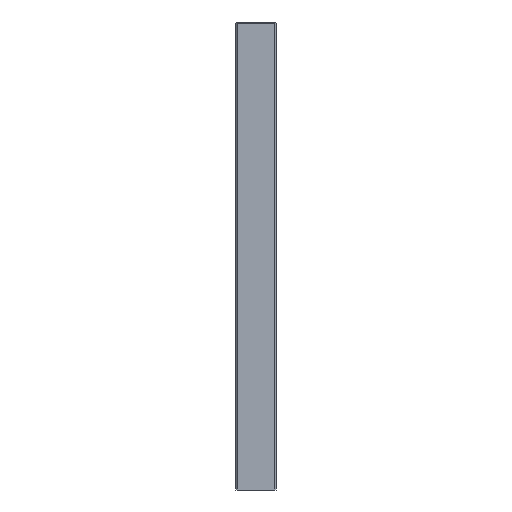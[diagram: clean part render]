
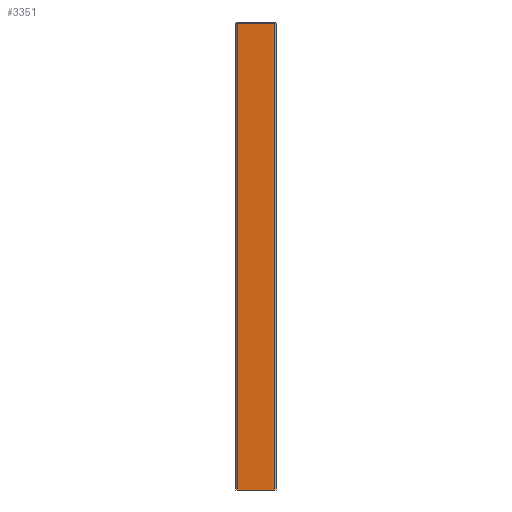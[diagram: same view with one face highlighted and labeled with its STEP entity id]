
A CAD part, left-side view. The second image highlights one B-rep face of the part: STEP entity #3351.
In plain terms, the highlighted planar face has unit normal (-1, 0, 0).
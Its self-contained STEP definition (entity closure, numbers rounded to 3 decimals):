
#1146=DIRECTION('',(0.,0.,-1.));
#1147=VECTOR('',#1146,137.5);
#1148=CARTESIAN_POINT('',(0.,0.5,137.5));
#1149=LINE('',#1148,#1147);
#1150=DIRECTION('',(0.,1.,0.));
#1151=VECTOR('',#1150,11.);
#1152=CARTESIAN_POINT('',(0.,0.5,0.));
#1153=LINE('',#1152,#1151);
#1154=DIRECTION('',(0.,0.,1.));
#1155=VECTOR('',#1154,137.5);
#1156=CARTESIAN_POINT('',(0.,11.5,0.));
#1157=LINE('',#1156,#1155);
#1158=DIRECTION('',(0.,-1.,0.));
#1159=VECTOR('',#1158,11.);
#1160=CARTESIAN_POINT('',(0.,11.5,137.5));
#1161=LINE('',#1160,#1159);
#1607=CARTESIAN_POINT('',(0.,0.5,0.));
#1609=VERTEX_POINT('',#1607);
#1610=CARTESIAN_POINT('',(0.,0.5,137.5));
#1611=VERTEX_POINT('',#1610);
#1644=CARTESIAN_POINT('',(0.,11.5,137.5));
#1645=VERTEX_POINT('',#1644);
#1646=CARTESIAN_POINT('',(0.,11.5,0.));
#1648=VERTEX_POINT('',#1646);
#3339=CARTESIAN_POINT('',(0.,0.,0.));
#3340=DIRECTION('',(-1.,0.,0.));
#3341=DIRECTION('',(0.,0.,1.));
#3342=AXIS2_PLACEMENT_3D('',#3339,#3340,#3341);
#3343=PLANE('',#3342);
#3344=ORIENTED_EDGE('',*,*,#3330,.T.);
#3345=ORIENTED_EDGE('',*,*,#2904,.T.);
#3346=ORIENTED_EDGE('',*,*,#3043,.T.);
#3348=ORIENTED_EDGE('',*,*,#3347,.T.);
#3349=EDGE_LOOP('',(#3344,#3345,#3346,#3348));
#3350=FACE_OUTER_BOUND('',#3349,.F.);
#3351=ADVANCED_FACE('',(#3350),#3343,.T.);
#2904=EDGE_CURVE('',#1609,#1648,#1153,.T.);
#3043=EDGE_CURVE('',#1648,#1645,#1157,.T.);
#3330=EDGE_CURVE('',#1611,#1609,#1149,.T.);
#3347=EDGE_CURVE('',#1645,#1611,#1161,.T.);
